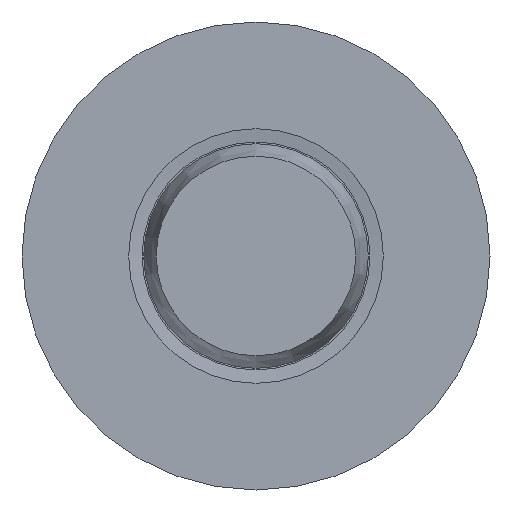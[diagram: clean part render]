
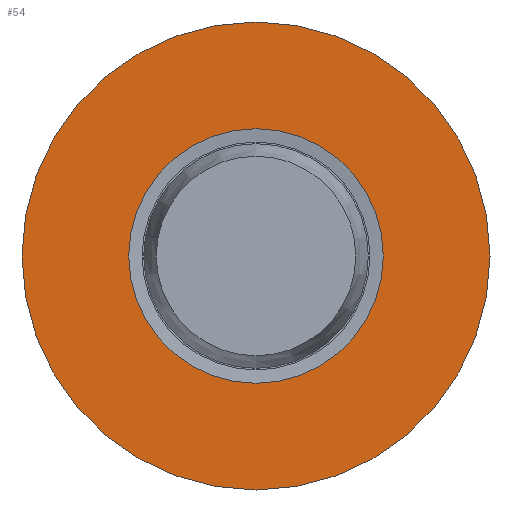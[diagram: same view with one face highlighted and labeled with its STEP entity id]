
A CAD part, front view. The second image highlights one B-rep face of the part: STEP entity #54.
In plain terms, the highlighted planar face has unit normal (0, -1, 0).
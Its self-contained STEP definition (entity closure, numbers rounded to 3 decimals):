
#54 = ADVANCED_FACE( '', ( #113, #114 ), #115, .F. );
#113 = FACE_BOUND( '', #166, .T. );
#114 = FACE_OUTER_BOUND( '', #167, .T. );
#115 = PLANE( '', #168 );
#166 = EDGE_LOOP( '', ( #231 ) );
#167 = EDGE_LOOP( '', ( #232 ) );
#168 = AXIS2_PLACEMENT_3D( '', #233, #234, #235 );
#231 = ORIENTED_EDGE( '', *, *, #257, .F. );
#232 = ORIENTED_EDGE( '', *, *, #250, .T. );
#233 = CARTESIAN_POINT( '', ( 12.5, 0., 0. ) );
#234 = DIRECTION( '', ( 0., 1., 0. ) );
#235 = DIRECTION( '', ( 0., 0., 1. ) );
#250 = EDGE_CURVE( '', #275, #275, #276, .T. );
#257 = EDGE_CURVE( '', #287, #287, #288, .T. );
#275 = VERTEX_POINT( '', #309 );
#276 = CIRCLE( '', #310, 12.5 );
#287 = VERTEX_POINT( '', #321 );
#288 = CIRCLE( '', #322, 6.8 );
#309 = CARTESIAN_POINT( '', ( 0., 0., -12.5 ) );
#310 = AXIS2_PLACEMENT_3D( '', #343, #344, #345 );
#321 = CARTESIAN_POINT( '', ( 0., 0., -6.8 ) );
#322 = AXIS2_PLACEMENT_3D( '', #358, #359, #360 );
#343 = CARTESIAN_POINT( '', ( 0., 0., 0. ) );
#344 = DIRECTION( '', ( 0., -1., 0. ) );
#345 = DIRECTION( '', ( 0., 0., -1. ) );
#358 = CARTESIAN_POINT( '', ( 0., 0., 0. ) );
#359 = DIRECTION( '', ( 0., -1., 0. ) );
#360 = DIRECTION( '', ( 0., 0., -1. ) );
